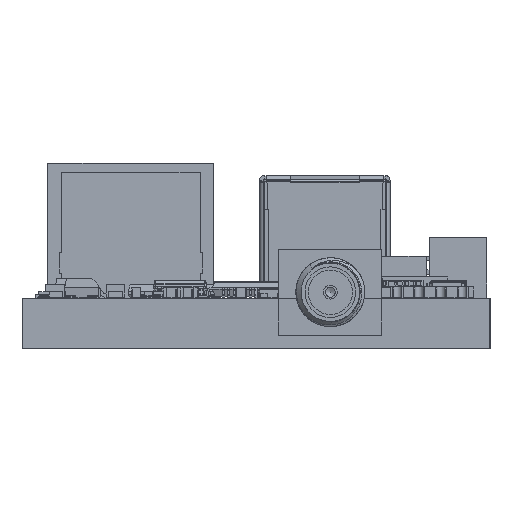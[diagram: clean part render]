
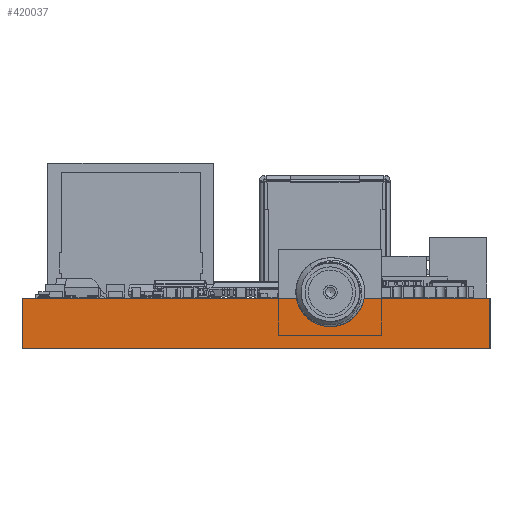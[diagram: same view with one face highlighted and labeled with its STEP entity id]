
A CAD part, left-side view. The second image highlights one B-rep face of the part: STEP entity #420037.
In plain terms, the highlighted planar face has unit normal (-1, 0, 0).
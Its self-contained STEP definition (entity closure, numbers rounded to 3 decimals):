
#419856 = PLANE('',#419857);
#419857 = AXIS2_PLACEMENT_3D('',#419858,#419859,#419860);
#419858 = CARTESIAN_POINT('',(226.06,-115.443,0.));
#419859 = DIRECTION('',(0.,-1.,0.));
#419860 = DIRECTION('',(-1.,0.,0.));
#419881 = VERTEX_POINT('',#419882);
#419882 = CARTESIAN_POINT('',(131.191,-115.443,4.67));
#419896 = PLANE('',#419897);
#419897 = AXIS2_PLACEMENT_3D('',#419898,#419899,#419900);
#419898 = CARTESIAN_POINT('',(178.626,-93.853,4.67));
#419899 = DIRECTION('',(-0.,-0.,-1.));
#419900 = DIRECTION('',(-1.,0.,0.));
#419908 = EDGE_CURVE('',#419909,#419881,#419911,.T.);
#419909 = VERTEX_POINT('',#419910);
#419910 = CARTESIAN_POINT('',(131.191,-115.443,0.));
#419911 = SURFACE_CURVE('',#419912,(#419916,#419923),.PCURVE_S1.);
#419912 = LINE('',#419913,#419914);
#419913 = CARTESIAN_POINT('',(131.191,-115.443,0.));
#419914 = VECTOR('',#419915,1.);
#419915 = DIRECTION('',(0.,0.,1.));
#419916 = PCURVE('',#419856,#419917);
#419917 = DEFINITIONAL_REPRESENTATION('',(#419918),#419922);
#419918 = LINE('',#419919,#419920);
#419919 = CARTESIAN_POINT('',(94.869,0.));
#419920 = VECTOR('',#419921,1.);
#419921 = DIRECTION('',(0.,-1.));
#419922 = ( GEOMETRIC_REPRESENTATION_CONTEXT(2) 
PARAMETRIC_REPRESENTATION_CONTEXT() REPRESENTATION_CONTEXT('2D SPACE',''
  ) );
#419923 = PCURVE('',#419924,#419929);
#419924 = PLANE('',#419925);
#419925 = AXIS2_PLACEMENT_3D('',#419926,#419927,#419928);
#419926 = CARTESIAN_POINT('',(131.191,-115.443,0.));
#419927 = DIRECTION('',(-1.,0.,0.));
#419928 = DIRECTION('',(0.,1.,0.));
#419929 = DEFINITIONAL_REPRESENTATION('',(#419930),#419934);
#419930 = LINE('',#419931,#419932);
#419931 = CARTESIAN_POINT('',(0.,0.));
#419932 = VECTOR('',#419933,1.);
#419933 = DIRECTION('',(0.,-1.));
#419934 = ( GEOMETRIC_REPRESENTATION_CONTEXT(2) 
PARAMETRIC_REPRESENTATION_CONTEXT() REPRESENTATION_CONTEXT('2D SPACE',''
  ) );
#419950 = PLANE('',#419951);
#419951 = AXIS2_PLACEMENT_3D('',#419952,#419953,#419954);
#419952 = CARTESIAN_POINT('',(178.626,-93.853,0.));
#419953 = DIRECTION('',(-0.,-0.,-1.));
#419954 = DIRECTION('',(-1.,0.,0.));
#419983 = PLANE('',#419984);
#419984 = AXIS2_PLACEMENT_3D('',#419985,#419986,#419987);
#419985 = CARTESIAN_POINT('',(131.191,-72.263,0.));
#419986 = DIRECTION('',(0.,1.,0.));
#419987 = DIRECTION('',(1.,0.,0.));
#420037 = ADVANCED_FACE('',(#420038),#419924,.T.);
#420038 = FACE_BOUND('',#420039,.T.);
#420039 = EDGE_LOOP('',(#420040,#420041,#420064,#420087));
#420040 = ORIENTED_EDGE('',*,*,#419908,.T.);
#420041 = ORIENTED_EDGE('',*,*,#420042,.T.);
#420042 = EDGE_CURVE('',#419881,#420043,#420045,.T.);
#420043 = VERTEX_POINT('',#420044);
#420044 = CARTESIAN_POINT('',(131.191,-72.263,4.67));
#420045 = SURFACE_CURVE('',#420046,(#420050,#420057),.PCURVE_S1.);
#420046 = LINE('',#420047,#420048);
#420047 = CARTESIAN_POINT('',(131.191,-115.443,4.67));
#420048 = VECTOR('',#420049,1.);
#420049 = DIRECTION('',(0.,1.,0.));
#420050 = PCURVE('',#419924,#420051);
#420051 = DEFINITIONAL_REPRESENTATION('',(#420052),#420056);
#420052 = LINE('',#420053,#420054);
#420053 = CARTESIAN_POINT('',(0.,-4.67));
#420054 = VECTOR('',#420055,1.);
#420055 = DIRECTION('',(1.,0.));
#420056 = ( GEOMETRIC_REPRESENTATION_CONTEXT(2) 
PARAMETRIC_REPRESENTATION_CONTEXT() REPRESENTATION_CONTEXT('2D SPACE',''
  ) );
#420057 = PCURVE('',#419896,#420058);
#420058 = DEFINITIONAL_REPRESENTATION('',(#420059),#420063);
#420059 = LINE('',#420060,#420061);
#420060 = CARTESIAN_POINT('',(47.435,-21.59));
#420061 = VECTOR('',#420062,1.);
#420062 = DIRECTION('',(0.,1.));
#420063 = ( GEOMETRIC_REPRESENTATION_CONTEXT(2) 
PARAMETRIC_REPRESENTATION_CONTEXT() REPRESENTATION_CONTEXT('2D SPACE',''
  ) );
#420064 = ORIENTED_EDGE('',*,*,#420065,.F.);
#420065 = EDGE_CURVE('',#420066,#420043,#420068,.T.);
#420066 = VERTEX_POINT('',#420067);
#420067 = CARTESIAN_POINT('',(131.191,-72.263,0.));
#420068 = SURFACE_CURVE('',#420069,(#420073,#420080),.PCURVE_S1.);
#420069 = LINE('',#420070,#420071);
#420070 = CARTESIAN_POINT('',(131.191,-72.263,0.));
#420071 = VECTOR('',#420072,1.);
#420072 = DIRECTION('',(0.,0.,1.));
#420073 = PCURVE('',#419924,#420074);
#420074 = DEFINITIONAL_REPRESENTATION('',(#420075),#420079);
#420075 = LINE('',#420076,#420077);
#420076 = CARTESIAN_POINT('',(43.18,0.));
#420077 = VECTOR('',#420078,1.);
#420078 = DIRECTION('',(0.,-1.));
#420079 = ( GEOMETRIC_REPRESENTATION_CONTEXT(2) 
PARAMETRIC_REPRESENTATION_CONTEXT() REPRESENTATION_CONTEXT('2D SPACE',''
  ) );
#420080 = PCURVE('',#419983,#420081);
#420081 = DEFINITIONAL_REPRESENTATION('',(#420082),#420086);
#420082 = LINE('',#420083,#420084);
#420083 = CARTESIAN_POINT('',(0.,0.));
#420084 = VECTOR('',#420085,1.);
#420085 = DIRECTION('',(0.,-1.));
#420086 = ( GEOMETRIC_REPRESENTATION_CONTEXT(2) 
PARAMETRIC_REPRESENTATION_CONTEXT() REPRESENTATION_CONTEXT('2D SPACE',''
  ) );
#420087 = ORIENTED_EDGE('',*,*,#420088,.F.);
#420088 = EDGE_CURVE('',#419909,#420066,#420089,.T.);
#420089 = SURFACE_CURVE('',#420090,(#420094,#420101),.PCURVE_S1.);
#420090 = LINE('',#420091,#420092);
#420091 = CARTESIAN_POINT('',(131.191,-115.443,0.));
#420092 = VECTOR('',#420093,1.);
#420093 = DIRECTION('',(0.,1.,0.));
#420094 = PCURVE('',#419924,#420095);
#420095 = DEFINITIONAL_REPRESENTATION('',(#420096),#420100);
#420096 = LINE('',#420097,#420098);
#420097 = CARTESIAN_POINT('',(0.,0.));
#420098 = VECTOR('',#420099,1.);
#420099 = DIRECTION('',(1.,0.));
#420100 = ( GEOMETRIC_REPRESENTATION_CONTEXT(2) 
PARAMETRIC_REPRESENTATION_CONTEXT() REPRESENTATION_CONTEXT('2D SPACE',''
  ) );
#420101 = PCURVE('',#419950,#420102);
#420102 = DEFINITIONAL_REPRESENTATION('',(#420103),#420107);
#420103 = LINE('',#420104,#420105);
#420104 = CARTESIAN_POINT('',(47.435,-21.59));
#420105 = VECTOR('',#420106,1.);
#420106 = DIRECTION('',(0.,1.));
#420107 = ( GEOMETRIC_REPRESENTATION_CONTEXT(2) 
PARAMETRIC_REPRESENTATION_CONTEXT() REPRESENTATION_CONTEXT('2D SPACE',''
  ) );
